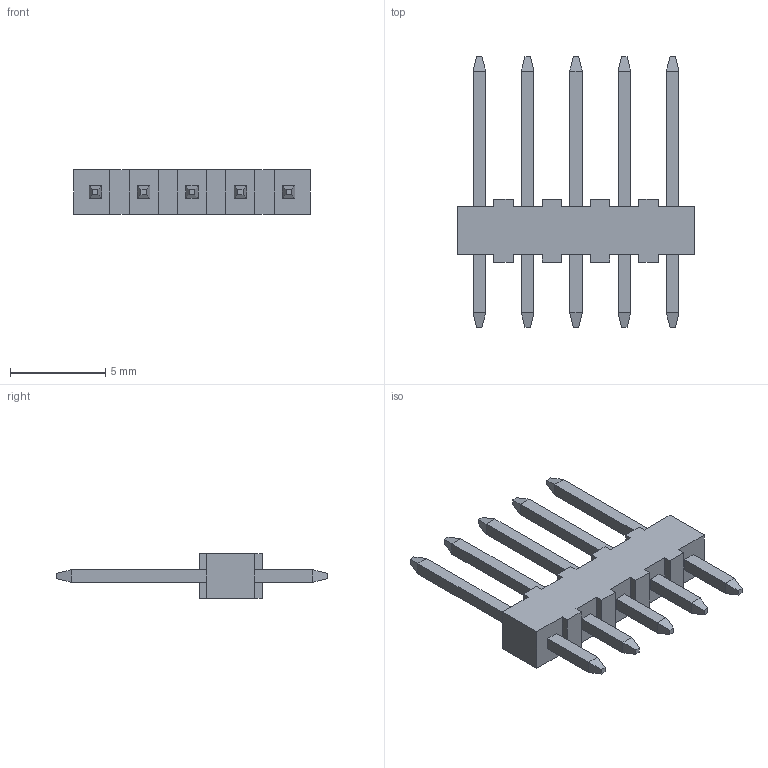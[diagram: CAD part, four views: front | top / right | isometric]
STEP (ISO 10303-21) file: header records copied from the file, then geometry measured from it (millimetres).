
FILE_DESCRIPTION((''),'2;1');
FILE_NAME('022032051','2014-06-05T',('me'),(''),'PRO/ENGINEER BY PARAMETRIC TECHNOLOGY CORPORATION, 2011490','PRO/ENGINEER BY PARAMETRIC TECHNOLOGY CORPORATION, 2011490','');
FILE_SCHEMA(('CONFIG_CONTROL_DESIGN'));
Length unit declared in the file: inch
Products named in the file (1): 022032051
Bounding box: 12.45 x 14.22 x 2.36 mm (x, y, z)
Volume: 105.9 mm3; surface area: 300 mm2
Topology: 1 solids, 1 shells, 128 faces, 318 edges, 202 vertices
Faces by surface type: plane 128
Entity records: 3716 total; most frequent: CARTESIAN_POINT 639, ORIENTED_EDGE 616, DIRECTION 586, VECTOR 308, LINE 308, EDGE_CURVE 308, VERTEX_POINT 192, AXIS2_PLACEMENT_3D 139
